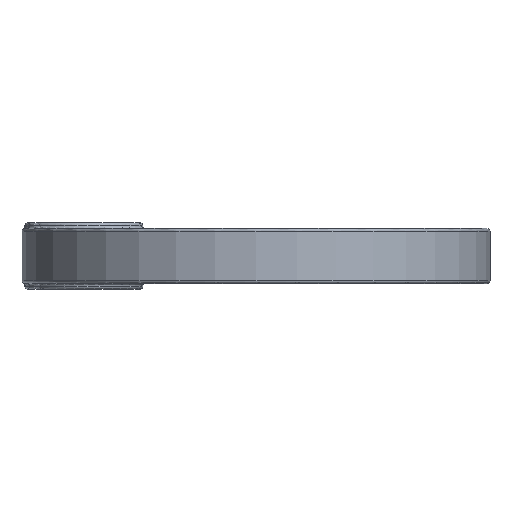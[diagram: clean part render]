
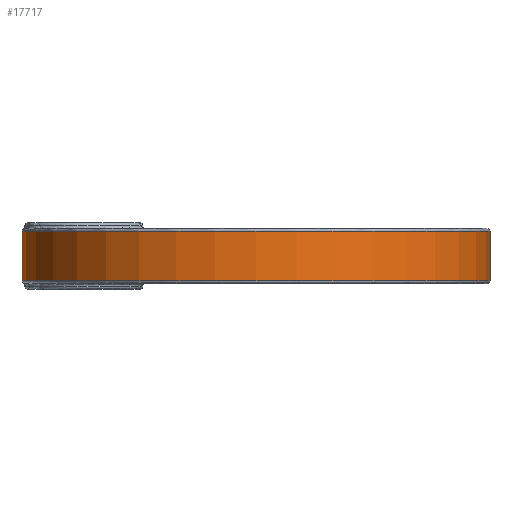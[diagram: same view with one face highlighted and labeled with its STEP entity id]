
A CAD part, front view. The second image highlights one B-rep face of the part: STEP entity #17717.
In plain terms, the highlighted cylindrical face has radius 21.25 mm (diameter 42.5 mm), a partial arc.
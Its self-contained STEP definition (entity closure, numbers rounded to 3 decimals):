
#15782=CARTESIAN_POINT('',(-21.25,0.,4.75));
#15783=VERTEX_POINT('',#15782);
#15784=CARTESIAN_POINT('',(-21.25,0.,0.25));
#15785=VERTEX_POINT('',#15784);
#15786=CARTESIAN_POINT('',(-21.25,0.,4.75));
#15787=DIRECTION('',(0.,0.,-1.));
#15788=VECTOR('',#15787,4.5);
#15789=LINE('',#15786,#15788);
#15790=EDGE_CURVE('',#15783,#15785,#15789,.T.);
#15792=CARTESIAN_POINT('',(21.25,0.,4.75));
#15793=VERTEX_POINT('',#15792);
#15801=CARTESIAN_POINT('',(21.25,0.,0.25));
#15802=VERTEX_POINT('',#15801);
#15803=CARTESIAN_POINT('',(21.25,0.,4.75));
#15804=DIRECTION('',(0.,0.,-1.));
#15805=VECTOR('',#15804,4.5);
#15806=LINE('',#15803,#15805);
#15807=EDGE_CURVE('',#15793,#15802,#15806,.T.);
#17694=CARTESIAN_POINT('',(0.,0.,0.25));
#17695=DIRECTION('',(1.,0.,0.));
#17696=DIRECTION('',(0.,0.,1.));
#17697=AXIS2_PLACEMENT_3D('',#17694,#17696,#17695);
#17698=CYLINDRICAL_SURFACE('',#17697,21.25);
#17699=ORIENTED_EDGE('',*,*,#15790,.T.);
#17700=CARTESIAN_POINT('',(0.,0.,0.25));
#17701=DIRECTION('',(-1.,0.,0.));
#17702=DIRECTION('',(-0.,0.,1.));
#17703=AXIS2_PLACEMENT_3D('',#17700,#17702,#17701);
#17704=CIRCLE('',#17703,21.25);
#17705=EDGE_CURVE('',#15785,#15802,#17704,.T.);
#17706=ORIENTED_EDGE('E227',*,*,#17705,.T.);
#17707=ORIENTED_EDGE('E227',*,*,#15807,.F.);
#17708=CARTESIAN_POINT('',(0.,0.,4.75));
#17709=DIRECTION('',(1.,0.,0.));
#17710=DIRECTION('',(0.,0.,-1.));
#17711=AXIS2_PLACEMENT_3D('',#17708,#17710,#17709);
#17712=CIRCLE('',#17711,21.25);
#17713=EDGE_CURVE('',#15793,#15783,#17712,.T.);
#17714=ORIENTED_EDGE('E696',*,*,#17713,.T.);
#17715=EDGE_LOOP('',(#17699,#17706,#17707,#17714));
#17716=FACE_OUTER_BOUND('',#17715,.T.);
#17717=ADVANCED_FACE('F4',(#17716),#17698,.T.);
